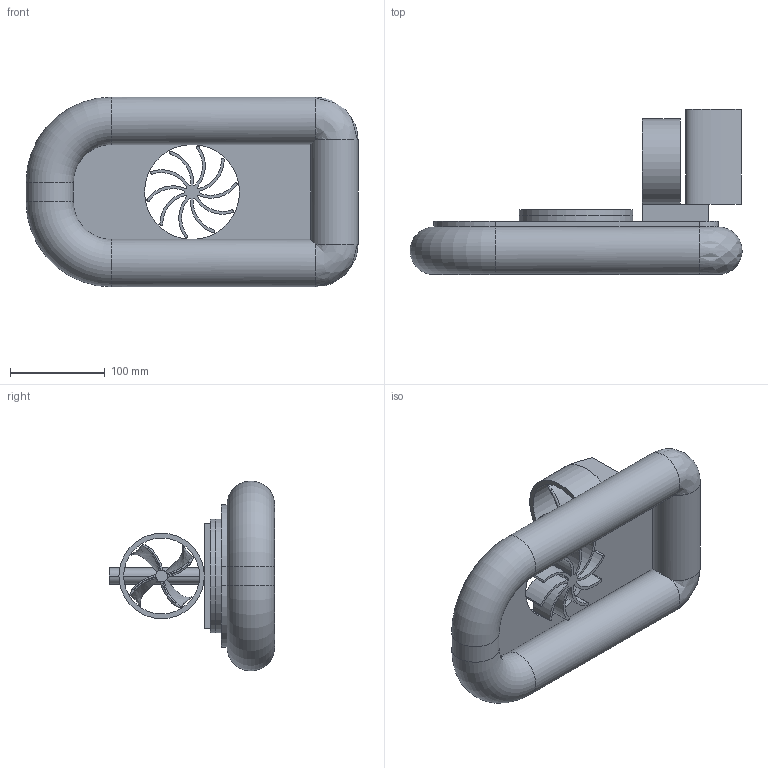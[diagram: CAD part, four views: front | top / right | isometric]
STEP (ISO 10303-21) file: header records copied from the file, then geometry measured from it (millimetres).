
FILE_DESCRIPTION(/* description */ (''),/* implementation_level */ '2;1');
FILE_NAME(/* name */ 'hovercraft_basic.step',/* time_stamp */ '2018-03-01T01:49:10+01:00',/* author */ ('bigshot4everautodesk'),/* organization */ (''),/* preprocessor_version */ 'ST-DEVELOPER v16.13',/* originating_system */ 'Autodesk Translation Framework v6.5.0.72',/* authorisation */ '');
FILE_SCHEMA (('AUTOMOTIVE_DESIGN { 1 0 10303 214 3 1 1 }'));
Length unit declared in the file: millimetre
Products named in the file (1): hovercraft_basic
Bounding box: 349.91 x 174 x 200 mm (x, y, z)
Volume: 2207630.5 mm3; surface area: 328836.3 mm2
Topology: 9 solids, 9 shells, 123 faces, 328 edges, 205 vertices
Faces by surface type: cylinder 57, bspline 36, plane 28, torus 2
Full cylindrical faces by diameter (mm): 12.5 x1, 50 x4, 80 x1, 90 x1, 100 x3, 120 x2
Entity records: 8433 total; most frequent: CARTESIAN_POINT 5542, ORIENTED_EDGE 624, DIRECTION 529, EDGE_CURVE 312, AXIS2_PLACEMENT_3D 223, VERTEX_POINT 205, EDGE_LOOP 131, CIRCLE 131
